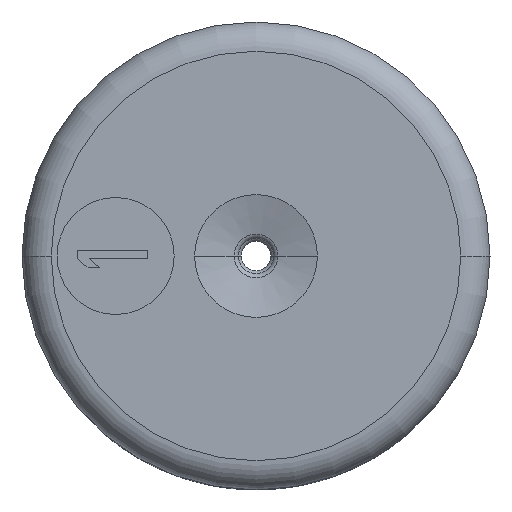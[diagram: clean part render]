
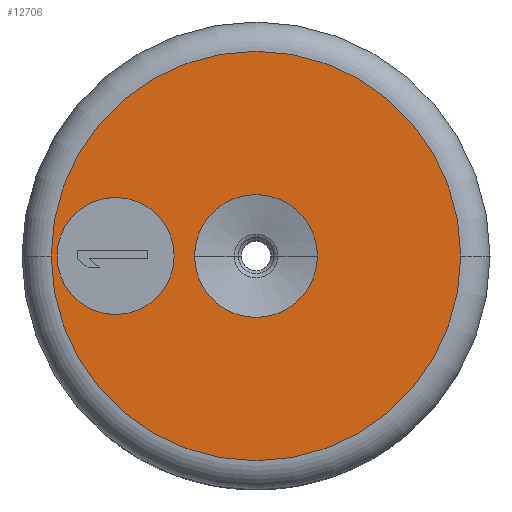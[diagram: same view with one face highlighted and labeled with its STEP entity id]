
A CAD part, left-side view. The second image highlights one B-rep face of the part: STEP entity #12706.
In plain terms, the highlighted planar face has unit normal (-1, 0, 0).
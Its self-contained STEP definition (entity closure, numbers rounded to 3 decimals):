
#572=CARTESIAN_POINT('',(-20.55,0.,0.));
#573=DIRECTION('',(-1.,0.,0.));
#574=DIRECTION('',(0.,1.,0.));
#575=AXIS2_PLACEMENT_3D('',#572,#573,#574);
#577=CARTESIAN_POINT('',(-20.55,0.,0.));
#578=DIRECTION('',(-1.,0.,0.));
#579=DIRECTION('',(0.,-1.,0.));
#580=AXIS2_PLACEMENT_3D('',#577,#578,#579);
#582=CARTESIAN_POINT('',(-20.55,0.,0.));
#583=DIRECTION('',(1.,0.,0.));
#584=DIRECTION('',(0.,-1.,0.));
#585=AXIS2_PLACEMENT_3D('',#582,#583,#584);
#587=CARTESIAN_POINT('',(-20.55,0.,0.));
#588=DIRECTION('',(1.,0.,0.));
#589=DIRECTION('',(0.,1.,0.));
#590=AXIS2_PLACEMENT_3D('',#587,#588,#589);
#592=CARTESIAN_POINT('',(-20.55,2.4,0.));
#593=DIRECTION('',(-1.,0.,0.));
#594=DIRECTION('',(0.,0.,-1.));
#595=AXIS2_PLACEMENT_3D('',#592,#593,#594);
#597=CARTESIAN_POINT('',(-20.55,2.4,0.));
#598=DIRECTION('',(-1.,0.,0.));
#599=DIRECTION('',(0.,0.,1.));
#600=AXIS2_PLACEMENT_3D('',#597,#598,#599);
#9226=CARTESIAN_POINT('',(-20.55,3.5,0.));
#9227=CARTESIAN_POINT('',(-20.55,-3.5,0.));
#9228=VERTEX_POINT('',#9226);
#9229=VERTEX_POINT('',#9227);
#9360=CARTESIAN_POINT('',(-20.55,-1.05,0.));
#9361=CARTESIAN_POINT('',(-20.55,1.05,0.));
#9362=VERTEX_POINT('',#9360);
#9363=VERTEX_POINT('',#9361);
#11256=CARTESIAN_POINT('',(-20.55,2.4,-1.));
#11257=CARTESIAN_POINT('',(-20.55,2.4,1.));
#11258=VERTEX_POINT('',#11256);
#11259=VERTEX_POINT('',#11257);
#12684=CARTESIAN_POINT('',(-20.55,0.,0.));
#12685=DIRECTION('',(-1.,0.,0.));
#12686=DIRECTION('',(0.,-1.,0.));
#12687=AXIS2_PLACEMENT_3D('',#12684,#12685,#12686);
#12688=PLANE('',#12687);
#12690=ORIENTED_EDGE('',*,*,#12689,.F.);
#12692=ORIENTED_EDGE('',*,*,#12691,.F.);
#12693=EDGE_LOOP('',(#12690,#12692));
#12694=FACE_OUTER_BOUND('',#12693,.F.);
#12695=ORIENTED_EDGE('',*,*,#12674,.F.);
#12697=ORIENTED_EDGE('',*,*,#12696,.F.);
#12698=EDGE_LOOP('',(#12695,#12697));
#12699=FACE_BOUND('',#12698,.F.);
#12701=ORIENTED_EDGE('',*,*,#12700,.T.);
#12703=ORIENTED_EDGE('',*,*,#12702,.T.);
#12704=EDGE_LOOP('',(#12701,#12703));
#12705=FACE_BOUND('',#12704,.F.);
#12706=ADVANCED_FACE('',(#12694,#12699,#12705),#12688,.T.);
#576=CIRCLE('',#575,3.5);
#581=CIRCLE('',#580,3.5);
#586=CIRCLE('',#585,1.05);
#591=CIRCLE('',#590,1.05);
#596=CIRCLE('',#595,1.);
#601=CIRCLE('',#600,1.);
#12674=EDGE_CURVE('',#9362,#9363,#586,.T.);
#12689=EDGE_CURVE('',#9228,#9229,#576,.T.);
#12691=EDGE_CURVE('',#9229,#9228,#581,.T.);
#12696=EDGE_CURVE('',#9363,#9362,#591,.T.);
#12700=EDGE_CURVE('',#11258,#11259,#596,.T.);
#12702=EDGE_CURVE('',#11259,#11258,#601,.T.);
